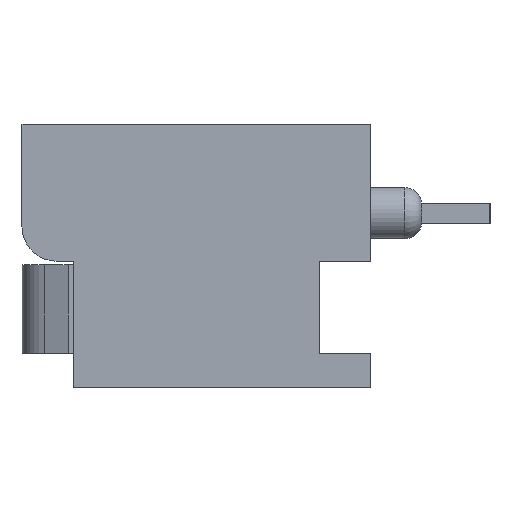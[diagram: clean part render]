
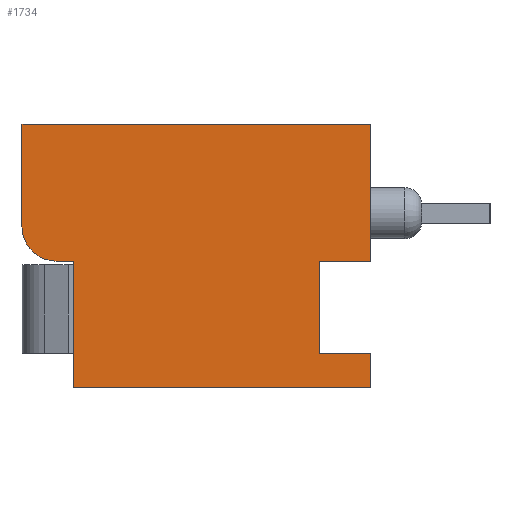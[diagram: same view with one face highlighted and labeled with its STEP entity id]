
A CAD part, left-side view. The second image highlights one B-rep face of the part: STEP entity #1734.
In plain terms, the highlighted planar face has unit normal (-1, 0, 0).
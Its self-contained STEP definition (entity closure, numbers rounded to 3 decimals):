
#1629 = EDGE_CURVE ( 'NONE', #1630, #1958, #2342, .T. ) ;
#1630 = VERTEX_POINT ( 'NONE', #2338 ) ;
#1661 = EDGE_CURVE ( 'NONE', #1772, #1662, #2712, .T. ) ;
#1662 = VERTEX_POINT ( 'NONE', #2675 ) ;
#1672 = EDGE_CURVE ( 'NONE', #1958, #1673, #2667, .T. ) ;
#1673 = VERTEX_POINT ( 'NONE', #2663 ) ;
#1688 = VERTEX_POINT ( 'NONE', #2702 ) ;
#1690 = EDGE_CURVE ( 'NONE', #1791, #1688, #2701, .T. ) ;
#1691 = ORIENTED_EDGE ( 'NONE', *, *, #1629, .F. ) ;
#1694 = ORIENTED_EDGE ( 'NONE', *, *, #1661, .F. ) ;
#1695 = ORIENTED_EDGE ( 'NONE', *, *, #1771, .F. ) ;
#1696 = ORIENTED_EDGE ( 'NONE', *, *, #1782, .F. ) ;
#1697 = ORIENTED_EDGE ( 'NONE', *, *, #1672, .F. ) ;
#1699 = EDGE_CURVE ( 'NONE', #1662, #1929, #2613, .T. ) ;
#1700 = EDGE_CURVE ( 'NONE', #1688, #1762, #2609, .T. ) ;
#1734 = ADVANCED_FACE ( 'NONE', ( #2599 ), #2598, .F. ) ;
#1735 = EDGE_LOOP ( 'NONE', ( #1736, #1737, #1813, #1814, #1815, #1816, #1694, #1695, #1696, #1697, #1691 ) ) ;
#1736 = ORIENTED_EDGE ( 'NONE', *, *, #1946, .F. ) ;
#1737 = ORIENTED_EDGE ( 'NONE', *, *, #1755, .F. ) ;
#1755 = EDGE_CURVE ( 'NONE', #1762, #1809, #2859, .T. ) ;
#1762 = VERTEX_POINT ( 'NONE', #2756 ) ;
#1771 = EDGE_CURVE ( 'NONE', #1783, #1772, #2785, .T. ) ;
#1772 = VERTEX_POINT ( 'NONE', #2852 ) ;
#1782 = EDGE_CURVE ( 'NONE', #1673, #1783, #2870, .T. ) ;
#1783 = VERTEX_POINT ( 'NONE', #2866 ) ;
#1791 = VERTEX_POINT ( 'NONE', #2835 ) ;
#1809 = VERTEX_POINT ( 'NONE', #2738 ) ;
#1813 = ORIENTED_EDGE ( 'NONE', *, *, #1700, .F. ) ;
#1814 = ORIENTED_EDGE ( 'NONE', *, *, #1690, .F. ) ;
#1815 = ORIENTED_EDGE ( 'NONE', *, *, #1931, .F. ) ;
#1816 = ORIENTED_EDGE ( 'NONE', *, *, #1699, .F. ) ;
#1929 = VERTEX_POINT ( 'NONE', #3059 ) ;
#1931 = EDGE_CURVE ( 'NONE', #1929, #1791, #3121, .T. ) ;
#1946 = EDGE_CURVE ( 'NONE', #1809, #1630, #3171, .T. ) ;
#1958 = VERTEX_POINT ( 'NONE', #3011 ) ;
#2338 = CARTESIAN_POINT ( 'NONE',  ( -5.3, 0., 2.6 ) ) ;
#2339 = DIRECTION ( 'NONE',  ( 0., 0., -1. ) ) ;
#2340 = VECTOR ( 'NONE', #2339, 1000. ) ;
#2341 = CARTESIAN_POINT ( 'NONE',  ( -5.3, 0., 2.6 ) ) ;
#2342 = LINE ( 'NONE', #2341, #2340 ) ;
#2594 = DIRECTION ( 'NONE',  ( 0., 0., -1. ) ) ;
#2595 = DIRECTION ( 'NONE',  ( 1., 0., 0. ) ) ;
#2596 = CARTESIAN_POINT ( 'NONE',  ( -5.3, 9.2, -0.4 ) ) ;
#2597 = AXIS2_PLACEMENT_3D ( 'NONE', #2596, #2595, #2594 ) ;
#2598 = PLANE ( 'NONE',  #2597 ) ;
#2599 = FACE_OUTER_BOUND ( 'NONE', #1735, .T. ) ;
#2605 = DIRECTION ( 'NONE',  ( 0., 0., -1. ) ) ;
#2606 = DIRECTION ( 'NONE',  ( 1., 0., 0. ) ) ;
#2607 = CARTESIAN_POINT ( 'NONE',  ( -5.3, 9.2, -0.4 ) ) ;
#2608 = AXIS2_PLACEMENT_3D ( 'NONE', #2607, #2606, #2605 ) ;
#2609 = CIRCLE ( 'NONE', #2608, 1. ) ;
#2610 = DIRECTION ( 'NONE',  ( 0., 1., 0. ) ) ;
#2611 = VECTOR ( 'NONE', #2610, 1000. ) ;
#2612 = CARTESIAN_POINT ( 'NONE',  ( -5.3, 0., -5.1 ) ) ;
#2613 = LINE ( 'NONE', #2612, #2611 ) ;
#2663 = CARTESIAN_POINT ( 'NONE',  ( -5.3, 1.5, -1.4 ) ) ;
#2664 = DIRECTION ( 'NONE',  ( 0., 1., 0. ) ) ;
#2665 = VECTOR ( 'NONE', #2664, 1000. ) ;
#2666 = CARTESIAN_POINT ( 'NONE',  ( -5.3, 0., -1.4 ) ) ;
#2667 = LINE ( 'NONE', #2666, #2665 ) ;
#2675 = CARTESIAN_POINT ( 'NONE',  ( -5.3, 0., -5.1 ) ) ;
#2676 = DIRECTION ( 'NONE',  ( 0., 0., -1. ) ) ;
#2677 = VECTOR ( 'NONE', #2676, 1000. ) ;
#2698 = DIRECTION ( 'NONE',  ( 0., 1., 0. ) ) ;
#2699 = VECTOR ( 'NONE', #2698, 1000. ) ;
#2700 = CARTESIAN_POINT ( 'NONE',  ( -5.3, 8.7, -1.4 ) ) ;
#2701 = LINE ( 'NONE', #2700, #2699 ) ;
#2702 = CARTESIAN_POINT ( 'NONE',  ( -5.3, 9.2, -1.4 ) ) ;
#2711 = CARTESIAN_POINT ( 'NONE',  ( -5.3, 0., -4.1 ) ) ;
#2712 = LINE ( 'NONE', #2711, #2677 ) ;
#2738 = CARTESIAN_POINT ( 'NONE',  ( -5.3, 10.2, 2.6 ) ) ;
#2756 = CARTESIAN_POINT ( 'NONE',  ( -5.3, 10.2, -0.4 ) ) ;
#2785 = LINE ( 'NONE', #2855, #2854 ) ;
#2835 = CARTESIAN_POINT ( 'NONE',  ( -5.3, 8.7, -1.4 ) ) ;
#2852 = CARTESIAN_POINT ( 'NONE',  ( -5.3, 0., -4.1 ) ) ;
#2853 = DIRECTION ( 'NONE',  ( 0., -1., 0. ) ) ;
#2854 = VECTOR ( 'NONE', #2853, 1000. ) ;
#2855 = CARTESIAN_POINT ( 'NONE',  ( -5.3, 1.5, -4.1 ) ) ;
#2856 = DIRECTION ( 'NONE',  ( 0., 0., 1. ) ) ;
#2857 = VECTOR ( 'NONE', #2856, 1000. ) ;
#2858 = CARTESIAN_POINT ( 'NONE',  ( -5.3, 10.2, -0.4 ) ) ;
#2859 = LINE ( 'NONE', #2858, #2857 ) ;
#2866 = CARTESIAN_POINT ( 'NONE',  ( -5.3, 1.5, -4.1 ) ) ;
#2867 = DIRECTION ( 'NONE',  ( 0., 0., -1. ) ) ;
#2868 = VECTOR ( 'NONE', #2867, 1000. ) ;
#2869 = CARTESIAN_POINT ( 'NONE',  ( -5.3, 1.5, -1.4 ) ) ;
#2870 = LINE ( 'NONE', #2869, #2868 ) ;
#3011 = CARTESIAN_POINT ( 'NONE',  ( -5.3, 0., -1.4 ) ) ;
#3059 = CARTESIAN_POINT ( 'NONE',  ( -5.3, 8.7, -5.1 ) ) ;
#3100 = DIRECTION ( 'NONE',  ( 0., -1., 0. ) ) ;
#3101 = VECTOR ( 'NONE', #3100, 1000. ) ;
#3118 = DIRECTION ( 'NONE',  ( 0., 0., 1. ) ) ;
#3119 = VECTOR ( 'NONE', #3118, 1000. ) ;
#3120 = CARTESIAN_POINT ( 'NONE',  ( -5.3, 8.7, -5.1 ) ) ;
#3121 = LINE ( 'NONE', #3120, #3119 ) ;
#3170 = CARTESIAN_POINT ( 'NONE',  ( -5.3, 10.2, 2.6 ) ) ;
#3171 = LINE ( 'NONE', #3170, #3101 ) ;
